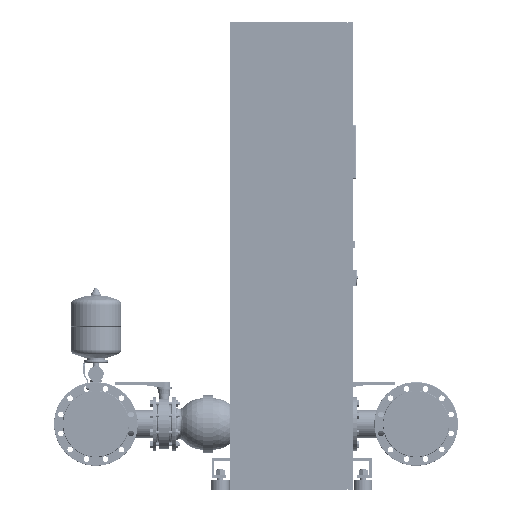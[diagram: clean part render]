
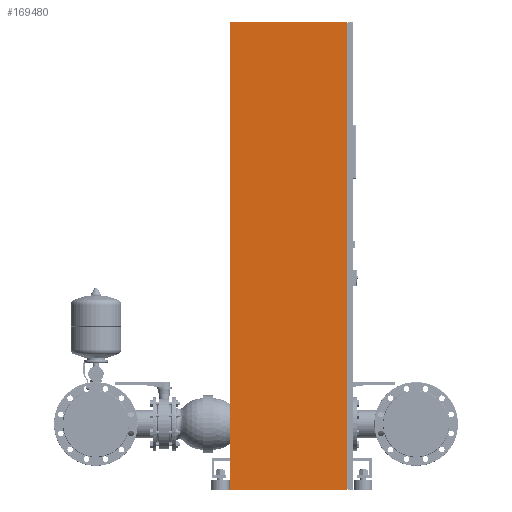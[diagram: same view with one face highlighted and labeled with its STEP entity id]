
A CAD part, left-side view. The second image highlights one B-rep face of the part: STEP entity #169480.
In plain terms, the highlighted planar face has unit normal (-1, 0, 0).
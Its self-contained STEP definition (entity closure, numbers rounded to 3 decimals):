
#169441=CARTESIAN_POINT('',(-950.0,250.0,0.0));
#169442=DIRECTION('',(-1.0,0.0,0.0));
#169443=DIRECTION('',(0.0,-1.0,0.0));
#169444=AXIS2_PLACEMENT_3D('',#169441,#169442,#169443);
#169445=PLANE('',#169444);
#169446=CARTESIAN_POINT('',(-950.0,-225.0,0.));
#169447=VERTEX_POINT('',#169446);
#169448=CARTESIAN_POINT('',(-950.,-225.,1900.0));
#169449=VERTEX_POINT('',#169448);
#169450=CARTESIAN_POINT('',(-950.0,-225.0,0.));
#169451=DIRECTION('',(0.0,0.0,1.0));
#169452=VECTOR('',#169451,1900.0);
#169453=LINE('',#169450,#169452);
#169454=EDGE_CURVE('',#169447,#169449,#169453,.T.);
#169455=ORIENTED_EDGE('',*,*,#169454,.T.);
#169456=CARTESIAN_POINT('',(-950.,250.,1900.0));
#169457=VERTEX_POINT('',#169456);
#169458=CARTESIAN_POINT('',(-950.,250.,1900.0));
#169459=DIRECTION('',(0.0,-1.0,0.0));
#169460=VECTOR('',#169459,475.0);
#169461=LINE('',#169458,#169460);
#169462=EDGE_CURVE('',#169457,#169449,#169461,.T.);
#169463=ORIENTED_EDGE('',*,*,#169462,.F.);
#169464=CARTESIAN_POINT('',(-950.0,250.0,0.0));
#169465=VERTEX_POINT('',#169464);
#169466=CARTESIAN_POINT('',(-950.,250.,1900.0));
#169467=DIRECTION('',(0.0,0.0,-1.0));
#169468=VECTOR('',#169467,1900.0);
#169469=LINE('',#169466,#169468);
#169470=EDGE_CURVE('',#169457,#169465,#169469,.T.);
#169471=ORIENTED_EDGE('',*,*,#169470,.T.);
#169472=CARTESIAN_POINT('',(-950.0,250.0,0.0));
#169473=DIRECTION('',(0.0,-1.0,0.0));
#169474=VECTOR('',#169473,475.0);
#169475=LINE('',#169472,#169474);
#169476=EDGE_CURVE('',#169465,#169447,#169475,.T.);
#169477=ORIENTED_EDGE('',*,*,#169476,.T.);
#169478=EDGE_LOOP('',(#169455,#169463,#169471,#169477));
#169479=FACE_OUTER_BOUND('',#169478,.T.);
#169480=ADVANCED_FACE('',(#169479),#169445,.T.);
